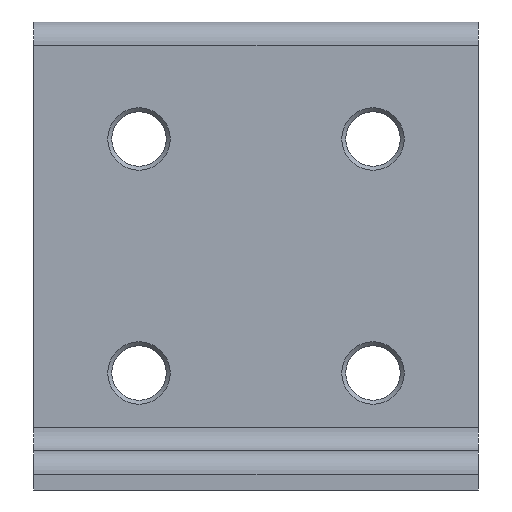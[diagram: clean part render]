
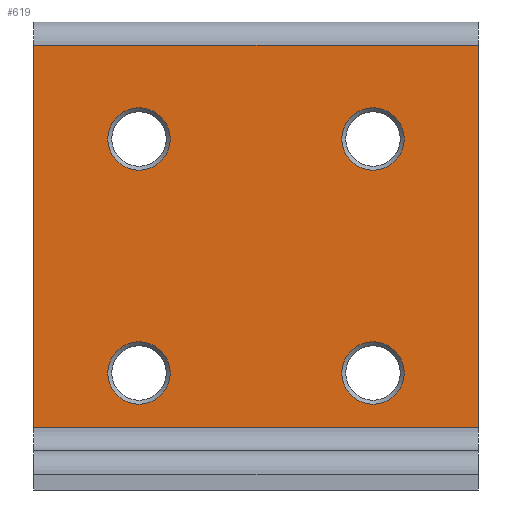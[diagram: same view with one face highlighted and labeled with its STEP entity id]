
A CAD part, front view. The second image highlights one B-rep face of the part: STEP entity #619.
In plain terms, the highlighted planar face has unit normal (0, -1, 0).
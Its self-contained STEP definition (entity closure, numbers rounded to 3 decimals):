
#42=FACE_BOUND('',#140,.T.);
#43=FACE_BOUND('',#141,.T.);
#44=FACE_BOUND('',#142,.T.);
#45=FACE_BOUND('',#143,.T.);
#58=CIRCLE('',#669,4.);
#59=CIRCLE('',#670,4.);
#60=CIRCLE('',#671,4.);
#61=CIRCLE('',#672,4.);
#104=FACE_OUTER_BOUND('',#139,.T.);
#139=EDGE_LOOP('',(#429,#430,#431,#432));
#140=EDGE_LOOP('',(#433));
#141=EDGE_LOOP('',(#434));
#142=EDGE_LOOP('',(#435));
#143=EDGE_LOOP('',(#436));
#190=LINE('',#962,#235);
#191=LINE('',#964,#236);
#192=LINE('',#966,#237);
#193=LINE('',#967,#238);
#235=VECTOR('',#753,1000.);
#236=VECTOR('',#754,1000.);
#237=VECTOR('',#755,1000.);
#238=VECTOR('',#756,1000.);
#280=VERTEX_POINT('',#960);
#281=VERTEX_POINT('',#961);
#282=VERTEX_POINT('',#963);
#283=VERTEX_POINT('',#965);
#284=VERTEX_POINT('',#968);
#285=VERTEX_POINT('',#970);
#286=VERTEX_POINT('',#972);
#287=VERTEX_POINT('',#974);
#338=EDGE_CURVE('',#280,#281,#190,.T.);
#339=EDGE_CURVE('',#282,#281,#191,.T.);
#340=EDGE_CURVE('',#283,#282,#192,.T.);
#341=EDGE_CURVE('',#283,#280,#193,.T.);
#342=EDGE_CURVE('',#284,#284,#58,.T.);
#343=EDGE_CURVE('',#285,#285,#59,.T.);
#344=EDGE_CURVE('',#286,#286,#60,.T.);
#345=EDGE_CURVE('',#287,#287,#61,.T.);
#429=ORIENTED_EDGE('',*,*,#338,.T.);
#430=ORIENTED_EDGE('',*,*,#339,.F.);
#431=ORIENTED_EDGE('',*,*,#340,.F.);
#432=ORIENTED_EDGE('',*,*,#341,.T.);
#433=ORIENTED_EDGE('',*,*,#342,.F.);
#434=ORIENTED_EDGE('',*,*,#343,.F.);
#435=ORIENTED_EDGE('',*,*,#344,.F.);
#436=ORIENTED_EDGE('',*,*,#345,.F.);
#611=PLANE('',#668);
#619=ADVANCED_FACE('',(#104,#42,#43,#44,#45),#611,.F.);
#668=AXIS2_PLACEMENT_3D('',#959,#751,#752);
#669=AXIS2_PLACEMENT_3D('',#969,#757,#758);
#670=AXIS2_PLACEMENT_3D('',#971,#759,#760);
#671=AXIS2_PLACEMENT_3D('',#973,#761,#762);
#672=AXIS2_PLACEMENT_3D('',#975,#763,#764);
#751=DIRECTION('center_axis',(0.,1.,0.));
#752=DIRECTION('ref_axis',(0.,0.,-1.));
#753=DIRECTION('',(0.,0.,1.));
#754=DIRECTION('',(1.,0.,0.));
#755=DIRECTION('',(0.,0.,1.));
#756=DIRECTION('',(1.,0.,0.));
#757=DIRECTION('center_axis',(0.,-1.,0.));
#758=DIRECTION('ref_axis',(0.,0.,1.));
#759=DIRECTION('center_axis',(0.,-1.,0.));
#760=DIRECTION('ref_axis',(0.,0.,1.));
#761=DIRECTION('center_axis',(0.,-1.,0.));
#762=DIRECTION('ref_axis',(0.,0.,1.));
#763=DIRECTION('center_axis',(0.,-1.,0.));
#764=DIRECTION('ref_axis',(0.,0.,1.));
#959=CARTESIAN_POINT('Origin',(57.,109.,8.));
#960=CARTESIAN_POINT('',(114.,109.,8.));
#961=CARTESIAN_POINT('',(114.,109.,57.));
#962=CARTESIAN_POINT('',(114.,109.,8.));
#963=CARTESIAN_POINT('',(57.,109.,57.));
#964=CARTESIAN_POINT('',(57.,109.,57.));
#965=CARTESIAN_POINT('',(57.,109.,8.));
#966=CARTESIAN_POINT('',(57.,109.,8.));
#967=CARTESIAN_POINT('',(57.,109.,8.));
#968=CARTESIAN_POINT('',(70.5,109.,41.));
#969=CARTESIAN_POINT('Origin',(70.5,109.,45.));
#970=CARTESIAN_POINT('',(70.5,109.,11.));
#971=CARTESIAN_POINT('Origin',(70.5,109.,15.));
#972=CARTESIAN_POINT('',(100.5,109.,41.));
#973=CARTESIAN_POINT('Origin',(100.5,109.,45.));
#974=CARTESIAN_POINT('',(100.5,109.,11.));
#975=CARTESIAN_POINT('Origin',(100.5,109.,15.));
